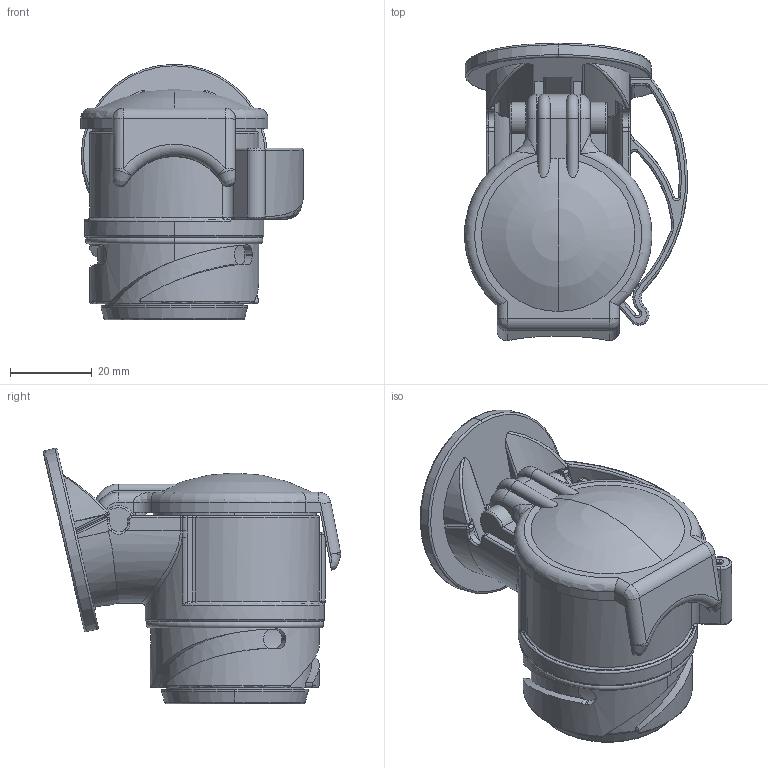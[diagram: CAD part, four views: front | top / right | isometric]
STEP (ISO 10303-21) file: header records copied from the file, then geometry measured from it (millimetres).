
FILE_DESCRIPTION((''),'2;1');
FILE_NAME('311067-240203-_SW0002','2013-05-16T',('tema'),(''),'PRO/ENGINEER BY PARAMETRIC TECHNOLOGY CORPORATION, 2012480','PRO/ENGINEER BY PARAMETRIC TECHNOLOGY CORPORATION, 2012480','');
FILE_SCHEMA(('CONFIG_CONTROL_DESIGN'));
Length unit declared in the file: millimetre
Products named in the file (1): 311067-240203-_SW0002
Bounding box: 54.68 x 72.95 x 62.67 mm (x, y, z)
Volume: 90889 mm3; surface area: 25525.4 mm2
Topology: 1 solids, 1 shells, 489 faces, 1253 edges, 767 vertices
Faces by surface type: cylinder 180, plane 131, torus 79, bspline 78, sphere 17, cone 4
Entity records: 23376 total; most frequent: CARTESIAN_POINT 12004, ORIENTED_EDGE 2502, DIRECTION 2257, EDGE_CURVE 1251, AXIS2_PLACEMENT_3D 893, VERTEX_POINT 767, EDGE_LOOP 508, FACE_OUTER_BOUND 489
